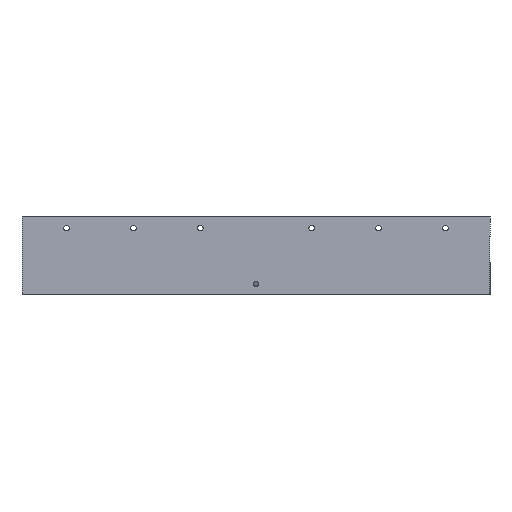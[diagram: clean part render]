
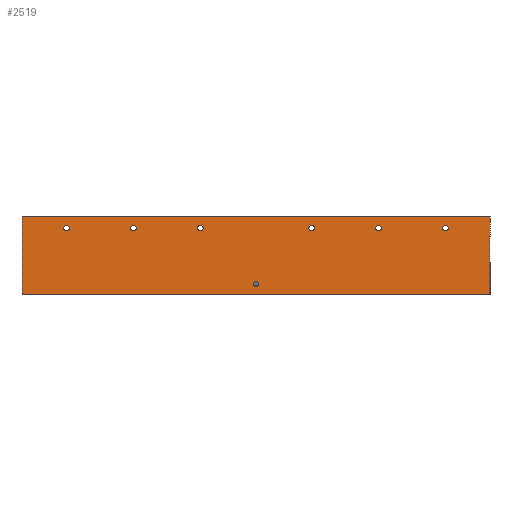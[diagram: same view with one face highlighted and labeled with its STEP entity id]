
A CAD part, left-side view. The second image highlights one B-rep face of the part: STEP entity #2519.
In plain terms, the highlighted planar face has unit normal (-1, 0, 0).
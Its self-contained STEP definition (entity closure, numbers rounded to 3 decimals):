
#29=FACE_BOUND('',#300,.T.);
#30=FACE_BOUND('',#301,.T.);
#31=FACE_BOUND('',#302,.T.);
#32=FACE_BOUND('',#303,.T.);
#33=FACE_BOUND('',#304,.T.);
#34=FACE_BOUND('',#305,.T.);
#35=FACE_BOUND('',#306,.T.);
#118=PLANE('',#2721);
#181=FACE_OUTER_BOUND('',#299,.T.);
#299=EDGE_LOOP('',(#1894,#1895,#1896,#1897));
#300=EDGE_LOOP('',(#1898,#1899));
#301=EDGE_LOOP('',(#1900,#1901));
#302=EDGE_LOOP('',(#1902,#1903));
#303=EDGE_LOOP('',(#1904,#1905));
#304=EDGE_LOOP('',(#1906,#1907));
#305=EDGE_LOOP('',(#1908,#1909));
#306=EDGE_LOOP('',(#1910,#1911));
#524=LINE('',#3970,#741);
#536=LINE('',#4030,#753);
#537=LINE('',#4032,#754);
#538=LINE('',#4033,#755);
#741=VECTOR('',#3181,10.);
#753=VECTOR('',#3247,10.);
#754=VECTOR('',#3248,10.);
#755=VECTOR('',#3249,10.);
#875=CIRCLE('',#2631,1.25);
#876=CIRCLE('',#2632,1.25);
#880=CIRCLE('',#2638,1.25);
#881=CIRCLE('',#2639,1.25);
#885=CIRCLE('',#2645,1.25);
#886=CIRCLE('',#2646,1.25);
#890=CIRCLE('',#2652,1.25);
#891=CIRCLE('',#2653,1.25);
#895=CIRCLE('',#2659,1.25);
#896=CIRCLE('',#2660,1.25);
#900=CIRCLE('',#2666,1.25);
#901=CIRCLE('',#2667,1.25);
#919=CIRCLE('',#2717,1.25);
#922=CIRCLE('',#2720,1.25);
#1035=VERTEX_POINT('',#3685);
#1036=VERTEX_POINT('',#3686);
#1040=VERTEX_POINT('',#3699);
#1041=VERTEX_POINT('',#3700);
#1045=VERTEX_POINT('',#3713);
#1046=VERTEX_POINT('',#3714);
#1050=VERTEX_POINT('',#3727);
#1051=VERTEX_POINT('',#3728);
#1055=VERTEX_POINT('',#3741);
#1056=VERTEX_POINT('',#3742);
#1060=VERTEX_POINT('',#3755);
#1061=VERTEX_POINT('',#3756);
#1153=VERTEX_POINT('',#3967);
#1154=VERTEX_POINT('',#3969);
#1171=VERTEX_POINT('',#4019);
#1172=VERTEX_POINT('',#4020);
#1175=VERTEX_POINT('',#4029);
#1176=VERTEX_POINT('',#4031);
#1305=EDGE_CURVE('',#1035,#1036,#875,.T.);
#1306=EDGE_CURVE('',#1036,#1035,#876,.T.);
#1312=EDGE_CURVE('',#1040,#1041,#880,.T.);
#1313=EDGE_CURVE('',#1041,#1040,#881,.T.);
#1319=EDGE_CURVE('',#1045,#1046,#885,.T.);
#1320=EDGE_CURVE('',#1046,#1045,#886,.T.);
#1326=EDGE_CURVE('',#1050,#1051,#890,.T.);
#1327=EDGE_CURVE('',#1051,#1050,#891,.T.);
#1333=EDGE_CURVE('',#1055,#1056,#895,.T.);
#1334=EDGE_CURVE('',#1056,#1055,#896,.T.);
#1340=EDGE_CURVE('',#1060,#1061,#900,.T.);
#1341=EDGE_CURVE('',#1061,#1060,#901,.T.);
#1436=EDGE_CURVE('',#1153,#1154,#524,.T.);
#1461=EDGE_CURVE('',#1171,#1172,#919,.T.);
#1465=EDGE_CURVE('',#1172,#1171,#922,.T.);
#1466=EDGE_CURVE('',#1175,#1153,#536,.T.);
#1467=EDGE_CURVE('',#1175,#1176,#537,.T.);
#1468=EDGE_CURVE('',#1176,#1154,#538,.T.);
#1894=ORIENTED_EDGE('',*,*,#1466,.F.);
#1895=ORIENTED_EDGE('',*,*,#1467,.T.);
#1896=ORIENTED_EDGE('',*,*,#1468,.T.);
#1897=ORIENTED_EDGE('',*,*,#1436,.F.);
#1898=ORIENTED_EDGE('',*,*,#1461,.F.);
#1899=ORIENTED_EDGE('',*,*,#1465,.F.);
#1900=ORIENTED_EDGE('',*,*,#1305,.T.);
#1901=ORIENTED_EDGE('',*,*,#1306,.T.);
#1902=ORIENTED_EDGE('',*,*,#1312,.T.);
#1903=ORIENTED_EDGE('',*,*,#1313,.T.);
#1904=ORIENTED_EDGE('',*,*,#1319,.T.);
#1905=ORIENTED_EDGE('',*,*,#1320,.T.);
#1906=ORIENTED_EDGE('',*,*,#1326,.T.);
#1907=ORIENTED_EDGE('',*,*,#1327,.T.);
#1908=ORIENTED_EDGE('',*,*,#1333,.T.);
#1909=ORIENTED_EDGE('',*,*,#1334,.T.);
#1910=ORIENTED_EDGE('',*,*,#1340,.T.);
#1911=ORIENTED_EDGE('',*,*,#1341,.T.);
#2519=ADVANCED_FACE('',(#181,#29,#30,#31,#32,#33,#34,#35),#118,.T.);
#2631=AXIS2_PLACEMENT_3D('',#3687,#2952,#2953);
#2632=AXIS2_PLACEMENT_3D('',#3688,#2954,#2955);
#2638=AXIS2_PLACEMENT_3D('',#3701,#2968,#2969);
#2639=AXIS2_PLACEMENT_3D('',#3702,#2970,#2971);
#2645=AXIS2_PLACEMENT_3D('',#3715,#2984,#2985);
#2646=AXIS2_PLACEMENT_3D('',#3716,#2986,#2987);
#2652=AXIS2_PLACEMENT_3D('',#3729,#3000,#3001);
#2653=AXIS2_PLACEMENT_3D('',#3730,#3002,#3003);
#2659=AXIS2_PLACEMENT_3D('',#3743,#3016,#3017);
#2660=AXIS2_PLACEMENT_3D('',#3744,#3018,#3019);
#2666=AXIS2_PLACEMENT_3D('',#3757,#3032,#3033);
#2667=AXIS2_PLACEMENT_3D('',#3758,#3034,#3035);
#2717=AXIS2_PLACEMENT_3D('',#4021,#3236,#3237);
#2720=AXIS2_PLACEMENT_3D('',#4027,#3243,#3244);
#2721=AXIS2_PLACEMENT_3D('',#4028,#3245,#3246);
#2952=DIRECTION('center_axis',(1.,0.,0.));
#2953=DIRECTION('ref_axis',(0.,0.,1.));
#2954=DIRECTION('center_axis',(1.,0.,0.));
#2955=DIRECTION('ref_axis',(0.,0.,1.));
#2968=DIRECTION('center_axis',(1.,0.,0.));
#2969=DIRECTION('ref_axis',(0.,0.,1.));
#2970=DIRECTION('center_axis',(1.,0.,0.));
#2971=DIRECTION('ref_axis',(0.,0.,1.));
#2984=DIRECTION('center_axis',(1.,0.,0.));
#2985=DIRECTION('ref_axis',(0.,0.,1.));
#2986=DIRECTION('center_axis',(1.,0.,0.));
#2987=DIRECTION('ref_axis',(0.,0.,1.));
#3000=DIRECTION('center_axis',(1.,0.,0.));
#3001=DIRECTION('ref_axis',(0.,0.,1.));
#3002=DIRECTION('center_axis',(1.,0.,0.));
#3003=DIRECTION('ref_axis',(0.,0.,1.));
#3016=DIRECTION('center_axis',(1.,0.,0.));
#3017=DIRECTION('ref_axis',(0.,0.,1.));
#3018=DIRECTION('center_axis',(1.,0.,0.));
#3019=DIRECTION('ref_axis',(0.,0.,1.));
#3032=DIRECTION('center_axis',(1.,0.,0.));
#3033=DIRECTION('ref_axis',(0.,0.,1.));
#3034=DIRECTION('center_axis',(1.,0.,0.));
#3035=DIRECTION('ref_axis',(0.,0.,1.));
#3181=DIRECTION('',(0.,-1.,0.));
#3236=DIRECTION('center_axis',(-1.,0.,0.));
#3237=DIRECTION('ref_axis',(0.,0.,1.));
#3243=DIRECTION('center_axis',(-1.,0.,0.));
#3244=DIRECTION('ref_axis',(0.,0.,1.));
#3245=DIRECTION('center_axis',(-1.,0.,0.));
#3246=DIRECTION('ref_axis',(0.,0.,1.));
#3247=DIRECTION('',(0.,0.,1.));
#3248=DIRECTION('',(0.,-1.,0.));
#3249=DIRECTION('',(0.,0.,1.));
#3685=CARTESIAN_POINT('',(-205.,80.,6.25));
#3686=CARTESIAN_POINT('',(-205.,80.,3.75));
#3687=CARTESIAN_POINT('Origin',(-205.,80.,5.));
#3688=CARTESIAN_POINT('Origin',(-205.,80.,5.));
#3699=CARTESIAN_POINT('',(-205.,50.,6.25));
#3700=CARTESIAN_POINT('',(-205.,50.,3.75));
#3701=CARTESIAN_POINT('Origin',(-205.,50.,5.));
#3702=CARTESIAN_POINT('Origin',(-205.,50.,5.));
#3713=CARTESIAN_POINT('',(-205.,20.,6.25));
#3714=CARTESIAN_POINT('',(-205.,20.,3.75));
#3715=CARTESIAN_POINT('Origin',(-205.,20.,5.));
#3716=CARTESIAN_POINT('Origin',(-205.,20.,5.));
#3727=CARTESIAN_POINT('',(-205.,130.,6.25));
#3728=CARTESIAN_POINT('',(-205.,130.,3.75));
#3729=CARTESIAN_POINT('Origin',(-205.,130.,5.));
#3730=CARTESIAN_POINT('Origin',(-205.,130.,5.));
#3741=CARTESIAN_POINT('',(-205.,160.,6.25));
#3742=CARTESIAN_POINT('',(-205.,160.,3.75));
#3743=CARTESIAN_POINT('Origin',(-205.,160.,5.));
#3744=CARTESIAN_POINT('Origin',(-205.,160.,5.));
#3755=CARTESIAN_POINT('',(-205.,190.,6.25));
#3756=CARTESIAN_POINT('',(-205.,190.,3.75));
#3757=CARTESIAN_POINT('Origin',(-205.,190.,5.));
#3758=CARTESIAN_POINT('Origin',(-205.,190.,5.));
#3967=CARTESIAN_POINT('',(-205.,210.,10.));
#3969=CARTESIAN_POINT('',(-205.,0.,10.));
#3970=CARTESIAN_POINT('',(-205.,210.,10.));
#4019=CARTESIAN_POINT('',(-205.,104.196,-20.957));
#4020=CARTESIAN_POINT('',(-205.,105.,-21.25));
#4021=CARTESIAN_POINT('Origin',(-205.,105.,-20.));
#4027=CARTESIAN_POINT('Origin',(-205.,105.,-20.));
#4028=CARTESIAN_POINT('Origin',(-205.,105.,-12.5));
#4029=CARTESIAN_POINT('',(-205.,210.,-25.));
#4030=CARTESIAN_POINT('',(-205.,210.,0.));
#4031=CARTESIAN_POINT('',(-205.,0.,-25.));
#4032=CARTESIAN_POINT('',(-205.,210.,-25.));
#4033=CARTESIAN_POINT('',(-205.,0.,-25.));
